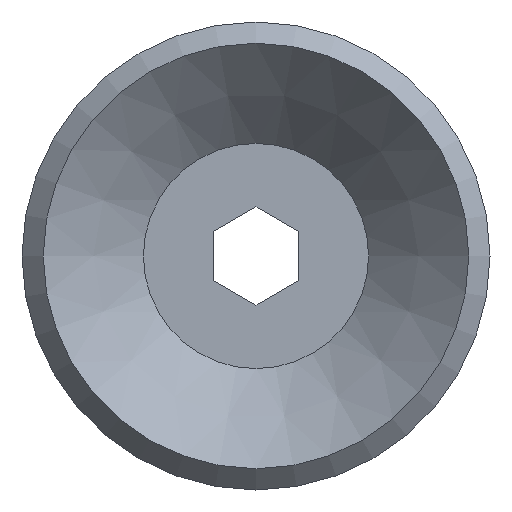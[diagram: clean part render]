
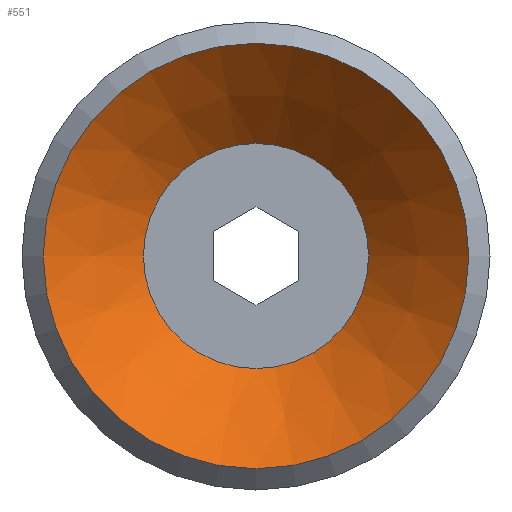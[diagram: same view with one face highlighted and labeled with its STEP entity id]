
A CAD part, front view. The second image highlights one B-rep face of the part: STEP entity #551.
In plain terms, the highlighted conical face has half-angle 45 degrees and reference radius 5 mm.
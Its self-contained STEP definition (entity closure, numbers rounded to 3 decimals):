
#34=CONICAL_SURFACE('',#598,5.,0.785);
#108=ORIENTED_EDGE('',*,*,#170,.F.);
#109=ORIENTED_EDGE('',*,*,#169,.T.);
#169=EDGE_CURVE('',#207,#207,#233,.T.);
#170=EDGE_CURVE('',#208,#208,#234,.T.);
#207=VERTEX_POINT('',#786);
#208=VERTEX_POINT('',#789);
#233=CIRCLE('',#597,5.);
#234=CIRCLE('',#599,2.646);
#269=EDGE_LOOP('',(#108));
#270=EDGE_LOOP('',(#109));
#317=FACE_BOUND('',#269,.T.);
#318=FACE_BOUND('',#270,.T.);
#551=ADVANCED_FACE('',(#317,#318),#34,.F.);
#597=AXIS2_PLACEMENT_3D('',#785,#681,#682);
#598=AXIS2_PLACEMENT_3D('',#787,#683,#684);
#599=AXIS2_PLACEMENT_3D('',#788,#685,#686);
#681=DIRECTION('',(0.,-1.,0.));
#682=DIRECTION('',(1.,0.,0.));
#683=DIRECTION('',(0.,-1.,0.));
#684=DIRECTION('',(1.,0.,0.));
#685=DIRECTION('',(0.,-1.,0.));
#686=DIRECTION('',(1.,0.,0.));
#785=CARTESIAN_POINT('',(0.,0.,0.));
#786=CARTESIAN_POINT('',(5.,0.,0.));
#787=CARTESIAN_POINT('',(0.,0.,0.));
#788=CARTESIAN_POINT('',(0.,2.354,0.));
#789=CARTESIAN_POINT('',(2.646,2.354,0.));
